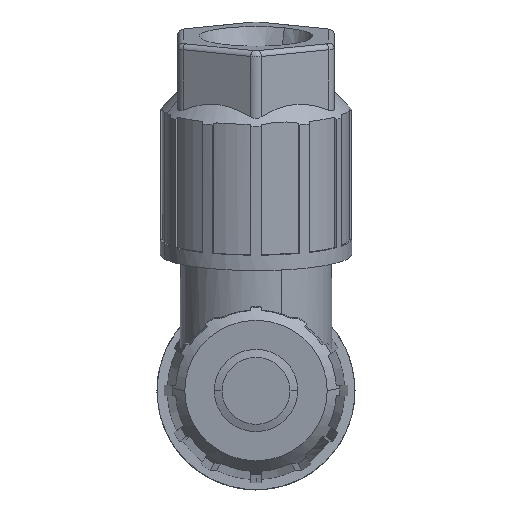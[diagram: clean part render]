
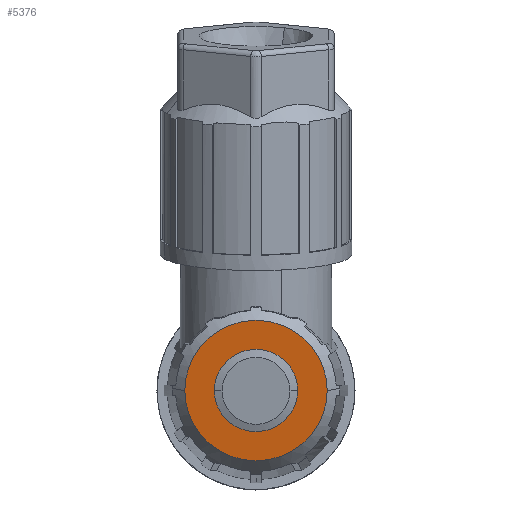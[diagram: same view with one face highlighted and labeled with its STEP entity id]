
A CAD part, top view. The second image highlights one B-rep face of the part: STEP entity #5376.
In plain terms, the highlighted planar face has unit normal (0, -0.174, 0.985).
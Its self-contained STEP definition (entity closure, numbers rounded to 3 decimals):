
#4773=AXIS2_PLACEMENT_3D('Circle Axis2P3D',#4771,#4772,$) ;
#4831=AXIS2_PLACEMENT_3D('Circle Axis2P3D',#4829,#4830,$) ;
#5310=AXIS2_PLACEMENT_3D('Plane Axis2P3D',#5307,#5308,#5309) ;
#4620=CARTESIAN_POINT('Vertex',(16.333,9.477,45.857)) ;
#4768=CARTESIAN_POINT('Vertex',(2.667,9.477,45.857)) ;
#4771=CARTESIAN_POINT('Axis2P3D Location',(9.5,9.477,45.857)) ;
#4829=CARTESIAN_POINT('Axis2P3D Location',(9.5,9.477,45.857)) ;
#5307=CARTESIAN_POINT('Axis2P3D Location',(13.997,3.179,44.746)) ;
#5317=CARTESIAN_POINT('Control Point',(13.5,9.477,45.857)) ;
#5318=CARTESIAN_POINT('Control Point',(13.5,9.091,45.789)) ;
#5319=CARTESIAN_POINT('Control Point',(13.452,8.705,45.721)) ;
#5320=CARTESIAN_POINT('Control Point',(13.356,8.327,45.654)) ;
#5321=CARTESIAN_POINT('Control Point',(13.072,7.601,45.526)) ;
#5322=CARTESIAN_POINT('Control Point',(12.618,6.964,45.414)) ;
#5323=CARTESIAN_POINT('Control Point',(12.353,6.675,45.363)) ;
#5324=CARTESIAN_POINT('Control Point',(11.756,6.167,45.273)) ;
#5325=CARTESIAN_POINT('Control Point',(11.051,5.815,45.211)) ;
#5326=CARTESIAN_POINT('Control Point',(10.679,5.683,45.188)) ;
#5327=CARTESIAN_POINT('Control Point',(9.909,5.511,45.157)) ;
#5328=CARTESIAN_POINT('Control Point',(9.119,5.527,45.16)) ;
#5329=CARTESIAN_POINT('Control Point',(8.727,5.583,45.17)) ;
#5330=CARTESIAN_POINT('Control Point',(7.966,5.788,45.206)) ;
#5331=CARTESIAN_POINT('Control Point',(7.277,6.168,45.273)) ;
#5332=CARTESIAN_POINT('Control Point',(6.958,6.399,45.314)) ;
#5333=CARTESIAN_POINT('Control Point',(6.383,6.933,45.408)) ;
#5334=CARTESIAN_POINT('Control Point',(5.957,7.587,45.524)) ;
#5335=CARTESIAN_POINT('Control Point',(5.786,7.939,45.586)) ;
#5336=CARTESIAN_POINT('Control Point',(5.608,8.46,45.677)) ;
#5337=CARTESIAN_POINT('Control Point',(5.525,8.999,45.772)) ;
#5338=CARTESIAN_POINT('Control Point',(5.508,9.159,45.801)) ;
#5339=CARTESIAN_POINT('Control Point',(5.5,9.318,45.829)) ;
#5340=CARTESIAN_POINT('Control Point',(5.5,9.477,45.857)) ;
#5341=CARTESIAN_POINT('Vertex',(13.5,9.477,45.857)) ;
#5343=CARTESIAN_POINT('Vertex',(5.5,9.477,45.857)) ;
#5347=CARTESIAN_POINT('Control Point',(5.5,9.477,45.857)) ;
#5348=CARTESIAN_POINT('Control Point',(5.5,9.863,45.925)) ;
#5349=CARTESIAN_POINT('Control Point',(5.548,10.249,45.993)) ;
#5350=CARTESIAN_POINT('Control Point',(5.644,10.627,46.059)) ;
#5351=CARTESIAN_POINT('Control Point',(5.928,11.353,46.187)) ;
#5352=CARTESIAN_POINT('Control Point',(6.382,11.989,46.3)) ;
#5353=CARTESIAN_POINT('Control Point',(6.647,12.279,46.351)) ;
#5354=CARTESIAN_POINT('Control Point',(7.244,12.787,46.44)) ;
#5355=CARTESIAN_POINT('Control Point',(7.949,13.139,46.502)) ;
#5356=CARTESIAN_POINT('Control Point',(8.321,13.271,46.526)) ;
#5357=CARTESIAN_POINT('Control Point',(9.091,13.443,46.556)) ;
#5358=CARTESIAN_POINT('Control Point',(9.881,13.427,46.553)) ;
#5359=CARTESIAN_POINT('Control Point',(10.273,13.371,46.543)) ;
#5360=CARTESIAN_POINT('Control Point',(11.034,13.166,46.507)) ;
#5361=CARTESIAN_POINT('Control Point',(11.723,12.786,46.44)) ;
#5362=CARTESIAN_POINT('Control Point',(12.042,12.555,46.399)) ;
#5363=CARTESIAN_POINT('Control Point',(12.617,12.021,46.305)) ;
#5364=CARTESIAN_POINT('Control Point',(13.043,11.366,46.19)) ;
#5365=CARTESIAN_POINT('Control Point',(13.214,11.015,46.128)) ;
#5366=CARTESIAN_POINT('Control Point',(13.392,10.494,46.036)) ;
#5367=CARTESIAN_POINT('Control Point',(13.475,9.954,45.941)) ;
#5368=CARTESIAN_POINT('Control Point',(13.492,9.795,45.913)) ;
#5369=CARTESIAN_POINT('Control Point',(13.5,9.636,45.885)) ;
#5370=CARTESIAN_POINT('Control Point',(13.5,9.477,45.857)) ;
#4772=DIRECTION('Axis2P3D Direction',(0.,0.174,-0.985)) ;
#4830=DIRECTION('Axis2P3D Direction',(0.,0.174,-0.985)) ;
#5308=DIRECTION('Axis2P3D Direction',(0.,-0.174,0.985)) ;
#5309=DIRECTION('Axis2P3D XDirection',(1.,0.,0.)) ;
#5313=ORIENTED_EDGE('',*,*,#4833,.F.) ;
#5314=ORIENTED_EDGE('',*,*,#4775,.F.) ;
#5373=ORIENTED_EDGE('',*,*,#5345,.T.) ;
#5374=ORIENTED_EDGE('',*,*,#5371,.T.) ;
#5375=FACE_BOUND('',#5372,.T.) ;
#5376=ADVANCED_FACE('Volumenk\X2\00F6\X0\rper2',(#5315,#5375),#5311,.T.) ;
#5316=B_SPLINE_CURVE_WITH_KNOTS('',5,(#5317,#5318,#5319,#5320,#5321,#5322,#5323,#5324,#5325,#5326,#5327,#5328,#5329,#5330,#5331,#5332,#5333,#5334,#5335,#5336,#5337,#5338,#5339,#5340),.UNSPECIFIED.,.F.,.U.,(6,3,3,3,3,3,3,6),(0.,2.771,5.543,8.314,11.085,13.856,16.628,17.77),.UNSPECIFIED.) ;
#5346=B_SPLINE_CURVE_WITH_KNOTS('',5,(#5347,#5348,#5349,#5350,#5351,#5352,#5353,#5354,#5355,#5356,#5357,#5358,#5359,#5360,#5361,#5362,#5363,#5364,#5365,#5366,#5367,#5368,#5369,#5370),.UNSPECIFIED.,.F.,.U.,(6,3,3,3,3,3,3,6),(0.,2.771,5.543,8.314,11.085,13.856,16.628,17.77),.UNSPECIFIED.) ;
#4774=CIRCLE('generated circle',#4773,6.833) ;
#4832=CIRCLE('generated circle',#4831,6.833) ;
#4775=EDGE_CURVE('',#4769,#4621,#4774,.T.) ;
#4833=EDGE_CURVE('',#4621,#4769,#4832,.T.) ;
#5345=EDGE_CURVE('',#5342,#5344,#5316,.T.) ;
#5371=EDGE_CURVE('',#5344,#5342,#5346,.T.) ;
#5312=EDGE_LOOP('',(#5313,#5314)) ;
#5372=EDGE_LOOP('',(#5373,#5374)) ;
#5315=FACE_OUTER_BOUND('',#5312,.T.) ;
#5311=PLANE('',#5310) ;
#4621=VERTEX_POINT('',#4620) ;
#4769=VERTEX_POINT('',#4768) ;
#5342=VERTEX_POINT('',#5341) ;
#5344=VERTEX_POINT('',#5343) ;
